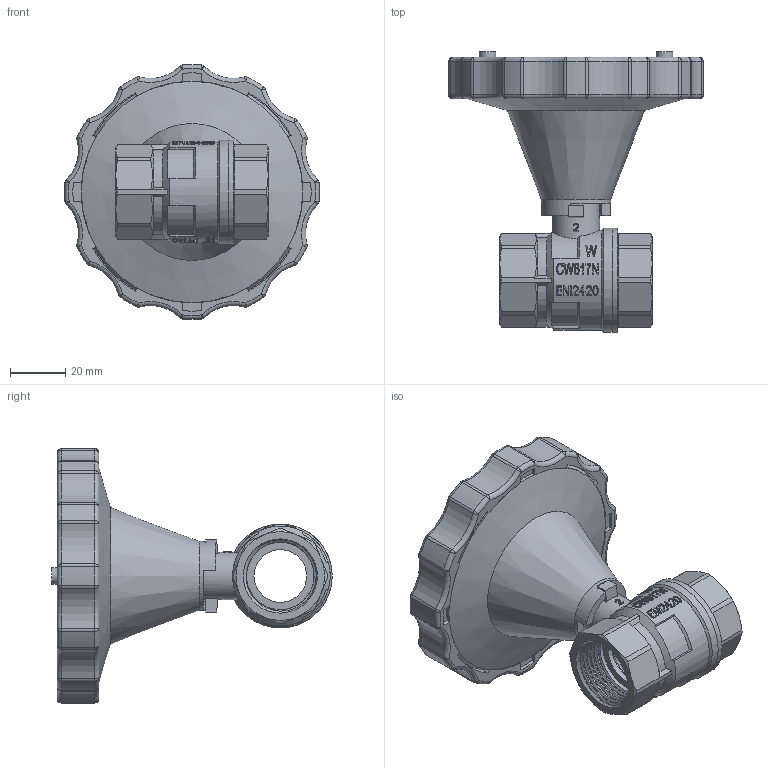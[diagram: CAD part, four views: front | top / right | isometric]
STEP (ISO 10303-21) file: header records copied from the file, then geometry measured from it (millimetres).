
FILE_DESCRIPTION(/* description */ ('Unknown'),/* implementation_level */ '2;1');
FILE_NAME(/* name */ '690-05',/* time_stamp */ '2022-06-13T11:30:38+02:00',/* author */ ('Unknown'),/* organization */ ('Unknown'),/* preprocessor_version */ 'ST-DEVELOPER v16.7',/* originating_system */ 'Solid Edge',/* authorisation */ 'Unknown');
FILE_SCHEMA (('AUTOMOTIVE_DESIGN {1 0 10303 214 3 1 1}'));
Length unit declared in the file: millimetre
Products named in the file (10): 690-05; WDB-04_ASM; WDB-03; WDB-01; VT0899433503-02; WDB-02; VT07405104Q; VT05105004Q-Z; VJ0102345005V-EN; VJ0101345005V-EN
Assembly tree (9 placements, depth 3):
  690-05
    WDB-04_ASM
      WDB-03
      WDB-01
      VT0899433503-02
      WDB-02
    VT07405104Q
    VT05105004Q-Z
    VJ0102345005V-EN
    VJ0101345005V-EN
Bounding box: 91.97 x 101.25 x 91.97 mm (x, y, z)
Volume: 127796.2 mm3; surface area: 70595.3 mm2
Topology: 8 solids, 8 shells, 1265 faces, 3390 edges, 2210 vertices
Faces by surface type: plane 441, bspline 386, cylinder 250, cone 82, torus 56, sphere 50
Full cylindrical faces by diameter (mm): 6 x2, 6.75 x5, 6.8 x1, 9 x3, 9.1 x1, 10.5 x1, 11 x1, 12 x1, 12.5 x3, 17 x2, 19 x3, 22.5 x1, 23 x1, 24.4 x10, 25 x1, 26 x2, 30.5 x3, 32 x2, 32.5 x1, 36 x1, 37.5 x2, 76 x1, 80 x3
Entity records: 59743 total; most frequent: CARTESIAN_POINT 31120, ORIENTED_EDGE 6580, DIRECTION 4849, EDGE_CURVE 3290, VERTEX_POINT 2188, AXIS2_PLACEMENT_3D 1900, EDGE_LOOP 1378, FACE_BOUND 1378
